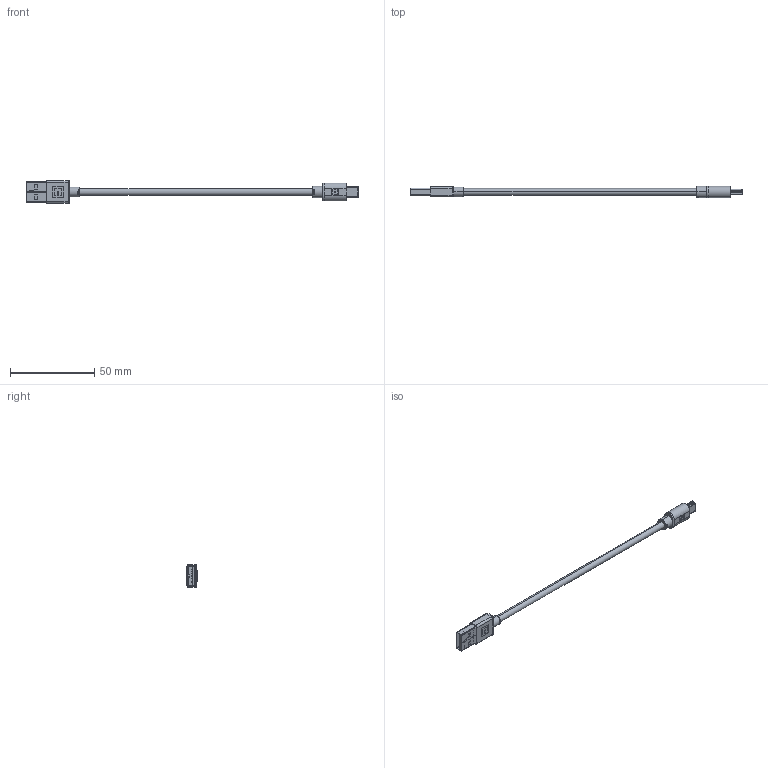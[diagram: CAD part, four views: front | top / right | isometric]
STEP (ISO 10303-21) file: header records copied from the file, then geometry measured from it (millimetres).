
FILE_DESCRIPTION (( 'STEP AP203' ), '1' );
FILE_NAME ('10-03386_revA.STEP', '2019-08-12T22:48:03', ( '' ), ( '' ), 'SwSTEP 2.0', 'SolidWorks 2015', '' );
FILE_SCHEMA (( 'CONFIG_CONTROL_DESIGN' ));
Length unit declared in the file: millimetre
Products named in the file (10): 55-00117; 50-00582; 10-03386_revA; 50-00574; 24-00210; 55-00073; 50-00582 insulator; 50-00582 shell; 24-00317; 30-01272_blunt cut
Assembly tree (9 placements, depth 3):
  10-03386_revA
    30-01272_blunt cut
    24-00317
    24-00210
    50-00574
    55-00073
    55-00117
    50-00582
      50-00582 insulator
      50-00582 shell
Bounding box: 197 x 6.88 x 13.5 mm (x, y, z)
Volume: 4859.1 mm3; surface area: 22060.5 mm2
Topology: 62 solids, 67 shells, 1354 faces, 3453 edges, 2275 vertices
Faces by surface type: plane 794, cylinder 376, bspline 80, cone 56, sphere 42, torus 6
Entity records: 45304 total; most frequent: CARTESIAN_POINT 11408, ORIENTED_EDGE 6906, DIRECTION 6551, EDGE_CURVE 3453, VERTEX_POINT 2275, VECTOR 2213, LINE 2213, AXIS2_PLACEMENT_3D 2169
